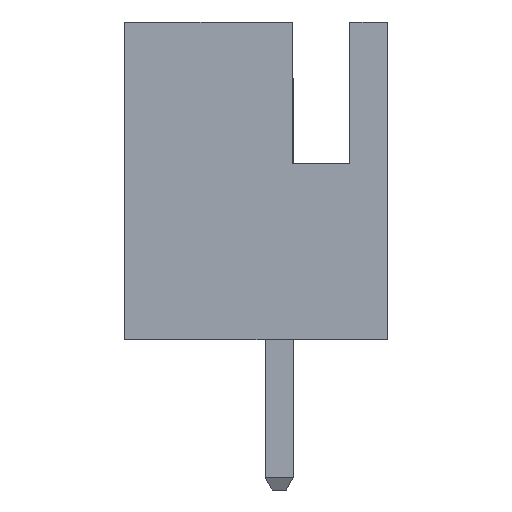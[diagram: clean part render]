
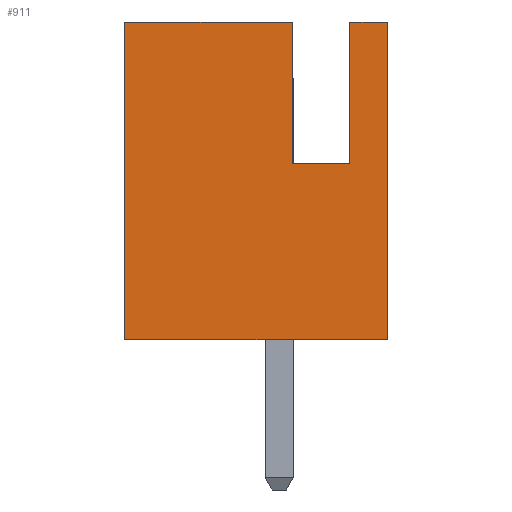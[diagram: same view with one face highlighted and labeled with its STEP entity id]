
A CAD part, left-side view. The second image highlights one B-rep face of the part: STEP entity #911.
In plain terms, the highlighted planar face has unit normal (-1, 0, 0).
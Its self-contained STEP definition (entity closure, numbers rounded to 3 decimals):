
#911=ADVANCED_FACE('',(#1720),#1722,.T.);
#1720=FACE_BOUND('',#1721,.T.);
#1721=EDGE_LOOP('',(#2386,#2387,#2388,#2389,#2390,#2391,#2392,#2393));
#1722=PLANE('',#1723);
#1723=AXIS2_PLACEMENT_3D('',#1724,#1725,#1726);
#1724=CARTESIAN_POINT('',(-2.55,0.,0.));
#1725=DIRECTION('',(-1.,0.,0.));
#1726=DIRECTION('',(0.,0.,-1.));
#2386=ORIENTED_EDGE('',*,*,#2813,.T.);
#2387=ORIENTED_EDGE('',*,*,#2814,.T.);
#2388=ORIENTED_EDGE('',*,*,#2689,.T.);
#2389=ORIENTED_EDGE('',*,*,#2815,.T.);
#2390=ORIENTED_EDGE('',*,*,#2649,.T.);
#2391=ORIENTED_EDGE('',*,*,#2812,.T.);
#2392=ORIENTED_EDGE('',*,*,#2816,.T.);
#2393=ORIENTED_EDGE('',*,*,#2817,.T.);
#2649=EDGE_CURVE('',#2984,#2982,#2985,.T.);
#2689=EDGE_CURVE('',#3054,#3052,#3055,.T.);
#2812=EDGE_CURVE('',#2982,#3242,#3244,.T.);
#2813=EDGE_CURVE('',#3245,#3246,#3247,.F.);
#2814=EDGE_CURVE('',#3246,#3054,#3248,.T.);
#2815=EDGE_CURVE('',#3052,#2984,#3249,.T.);
#2816=EDGE_CURVE('',#3242,#3250,#3251,.F.);
#2817=EDGE_CURVE('',#3250,#3245,#3252,.F.);
#2982=VERTEX_POINT('',#3549);
#2984=VERTEX_POINT('',#3553);
#2985=LINE('',#3554,#3555);
#3052=VERTEX_POINT('',#3699);
#3054=VERTEX_POINT('',#3703);
#3055=LINE('',#3704,#3705);
#3242=VERTEX_POINT('',#4135);
#3244=LINE('',#4139,#4140);
#3245=VERTEX_POINT('',#4142);
#3246=VERTEX_POINT('',#4143);
#3247=LINE('',#4144,#4145);
#3248=LINE('',#4147,#4148);
#3249=LINE('',#4150,#4151);
#3250=VERTEX_POINT('',#4153);
#3251=LINE('',#4154,#4155);
#3252=LINE('',#4157,#4158);
#3549=CARTESIAN_POINT('',(-2.55,-2.45,7.2));
#3553=CARTESIAN_POINT('',(-2.55,-2.45,0.));
#3554=CARTESIAN_POINT('',(-2.55,-2.45,0.));
#3555=VECTOR('',#3556,1.);
#3556=DIRECTION('',(0.,0.,1.));
#3699=CARTESIAN_POINT('',(-2.55,3.5,0.));
#3703=CARTESIAN_POINT('',(-2.55,3.5,7.2));
#3704=CARTESIAN_POINT('',(-2.55,3.5,7.2));
#3705=VECTOR('',#3706,1.);
#3706=DIRECTION('',(0.,0.,-1.));
#4135=CARTESIAN_POINT('',(-2.55,-1.6,7.2));
#4139=CARTESIAN_POINT('',(-2.55,-2.45,7.2));
#4140=VECTOR('',#4141,1.);
#4141=DIRECTION('',(0.,1.,0.));
#4142=CARTESIAN_POINT('',(-2.55,-0.3,4.));
#4143=CARTESIAN_POINT('',(-2.55,-0.3,7.2));
#4144=CARTESIAN_POINT('',(-2.55,-0.3,7.2));
#4145=VECTOR('',#4146,1.);
#4146=DIRECTION('',(0.,0.,-1.));
#4147=CARTESIAN_POINT('',(-2.55,-0.3,7.2));
#4148=VECTOR('',#4149,1.);
#4149=DIRECTION('',(0.,1.,0.));
#4150=CARTESIAN_POINT('',(-2.55,3.5,0.));
#4151=VECTOR('',#4152,1.);
#4152=DIRECTION('',(0.,-1.,0.));
#4153=CARTESIAN_POINT('',(-2.55,-1.6,4.));
#4154=CARTESIAN_POINT('',(-2.55,-1.6,4.));
#4155=VECTOR('',#4156,1.);
#4156=DIRECTION('',(0.,0.,1.));
#4157=CARTESIAN_POINT('',(-2.55,-0.3,4.));
#4158=VECTOR('',#4159,1.);
#4159=DIRECTION('',(0.,-1.,0.));
